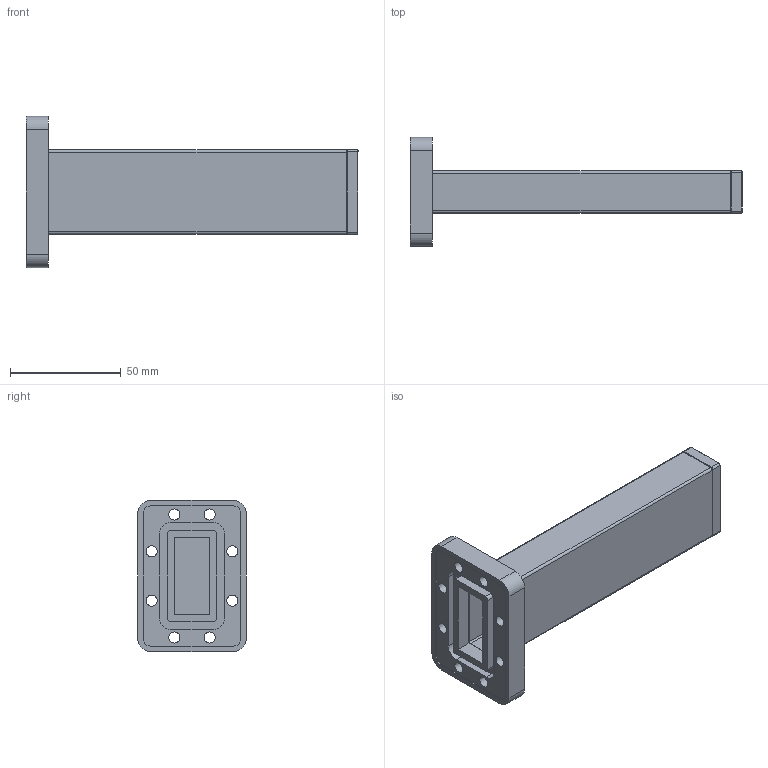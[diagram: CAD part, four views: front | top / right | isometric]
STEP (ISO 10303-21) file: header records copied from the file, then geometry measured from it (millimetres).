
FILE_DESCRIPTION (( 'STEP AP214' ), '1' );
FILE_NAME ('006514.STEP', '2020-11-20T18:36:48', ( '' ), ( '' ), 'SwSTEP 2.0', 'SolidWorks 2019', '' );
FILE_SCHEMA (( 'AUTOMOTIVE_DESIGN' ));
Length unit declared in the file: millimetre
Products named in the file (1): 006514
Bounding box: 150 x 49.2 x 68.3 mm (x, y, z)
Surface area: 41715.4 mm2 (no closed solid volume)
Topology: 0 solids, 4 shells, 107 faces, 284 edges, 184 vertices
Faces by surface type: plane 51, cylinder 40, cone 16
Full cylindrical faces by diameter (mm): 5 x8
Entity records: 3295 total; most frequent: DIRECTION 588, CARTESIAN_POINT 568, ORIENTED_EDGE 492, EDGE_CURVE 276, AXIS2_PLACEMENT_3D 204, VERTEX_POINT 184, VECTOR 180, LINE 180
